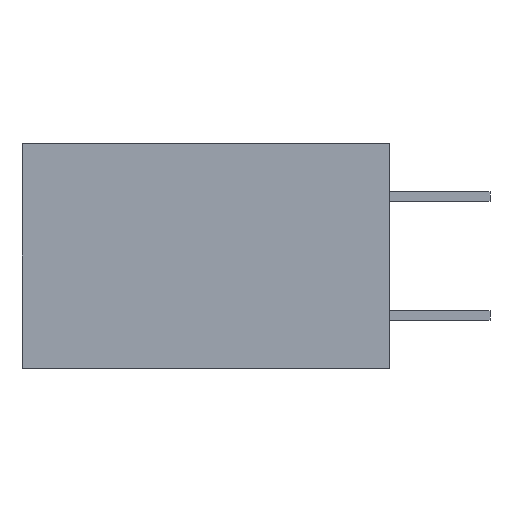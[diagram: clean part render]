
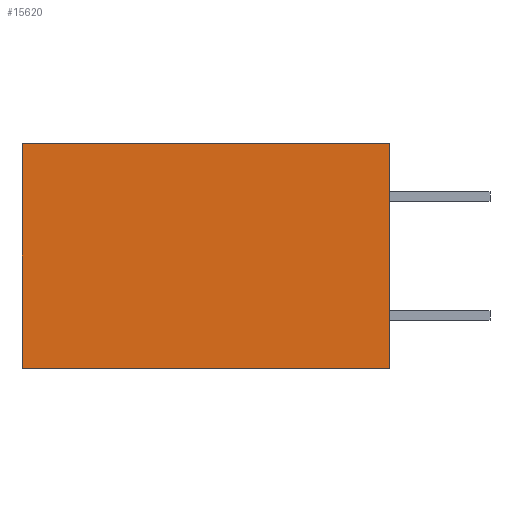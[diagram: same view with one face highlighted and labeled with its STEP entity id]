
A CAD part, left-side view. The second image highlights one B-rep face of the part: STEP entity #15620.
In plain terms, the highlighted planar face has unit normal (-1, 0, 0).
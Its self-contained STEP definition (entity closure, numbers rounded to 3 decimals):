
#237 = LINE ( 'NONE', #22718, #6102 ) ;
#1671 = LINE ( 'NONE', #17896, #13136 ) ;
#2151 = ORIENTED_EDGE ( 'NONE', *, *, #18168, .T. ) ;
#2525 = AXIS2_PLACEMENT_3D ( 'NONE', #19656, #13770, #32813 ) ;
#2999 = LINE ( 'NONE', #15650, #24650 ) ;
#3663 = VERTEX_POINT ( 'NONE', #39883 ) ;
#3985 = DIRECTION ( 'NONE',  ( 0., 0., 1. ) ) ;
#5393 = DIRECTION ( 'NONE',  ( 0., 1., 0. ) ) ;
#5816 = EDGE_CURVE ( 'NONE', #16507, #3663, #27402, .T. ) ;
#6102 = VECTOR ( 'NONE', #3985, 1000. ) ;
#10161 = VERTEX_POINT ( 'NONE', #11016 ) ;
#11016 = CARTESIAN_POINT ( 'NONE',  ( -20.32, -15.7, -4.8 ) ) ;
#11521 = DIRECTION ( 'NONE',  ( 0., 0., 1. ) ) ;
#13136 = VECTOR ( 'NONE', #5393, 1000. ) ;
#13770 = DIRECTION ( 'NONE',  ( -1., 0., 0. ) ) ;
#13950 = EDGE_CURVE ( 'NONE', #27310, #3663, #1671, .T. ) ;
#15620 = ADVANCED_FACE ( 'NONE', ( #16303 ), #28833, .T. ) ;
#15650 = CARTESIAN_POINT ( 'NONE',  ( -20.32, -15.7, -4.8 ) ) ;
#16303 = FACE_OUTER_BOUND ( 'NONE', #29688, .T. ) ;
#16507 = VERTEX_POINT ( 'NONE', #34004 ) ;
#16639 = EDGE_CURVE ( 'NONE', #10161, #16507, #2999, .T. ) ;
#17896 = CARTESIAN_POINT ( 'NONE',  ( -20.32, -15.7, 4.8 ) ) ;
#18168 = EDGE_CURVE ( 'NONE', #10161, #27310, #237, .T. ) ;
#19417 = VECTOR ( 'NONE', #11521, 1000. ) ;
#19656 = CARTESIAN_POINT ( 'NONE',  ( -20.32, -15.7, 4.8 ) ) ;
#22469 = CARTESIAN_POINT ( 'NONE',  ( -20.32, -15.7, 4.8 ) ) ;
#22718 = CARTESIAN_POINT ( 'NONE',  ( -20.32, -15.7, 4.8 ) ) ;
#24650 = VECTOR ( 'NONE', #33859, 1000. ) ;
#27310 = VERTEX_POINT ( 'NONE', #22469 ) ;
#27402 = LINE ( 'NONE', #37651, #19417 ) ;
#28787 = ORIENTED_EDGE ( 'NONE', *, *, #13950, .T. ) ;
#28833 = PLANE ( 'NONE',  #2525 ) ;
#29688 = EDGE_LOOP ( 'NONE', ( #36471, #30319, #2151, #28787 ) ) ;
#30319 = ORIENTED_EDGE ( 'NONE', *, *, #16639, .F. ) ;
#32813 = DIRECTION ( 'NONE',  ( 0., 0., 1. ) ) ;
#33859 = DIRECTION ( 'NONE',  ( 0., 1., 0. ) ) ;
#34004 = CARTESIAN_POINT ( 'NONE',  ( -20.32, 0., -4.8 ) ) ;
#36471 = ORIENTED_EDGE ( 'NONE', *, *, #5816, .F. ) ;
#37651 = CARTESIAN_POINT ( 'NONE',  ( -20.32, 0., 4.8 ) ) ;
#39883 = CARTESIAN_POINT ( 'NONE',  ( -20.32, 0., 4.8 ) ) ;
